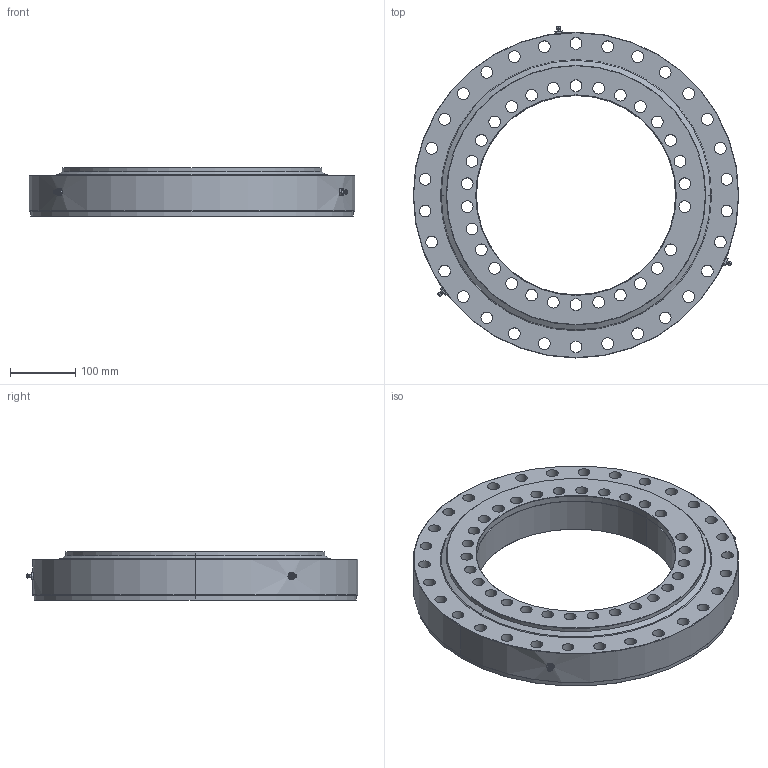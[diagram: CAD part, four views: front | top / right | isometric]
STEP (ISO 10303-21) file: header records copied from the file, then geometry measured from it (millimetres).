
FILE_DESCRIPTION (( 'STEP AP214' ), '1' );
FILE_NAME ('SD.500.25.15.D.1-R.STEP', '2017-07-21T08:42:18', ( '' ), ( '' ), 'SwSTEP 2.0', 'SolidWorks 2015', '' );
FILE_SCHEMA (( 'AUTOMOTIVE_DESIGN' ));
Length unit declared in the file: millimetre
Products named in the file (7): Grease nipple M10x1mm; SD.500.25.15.D.1-R - OR Seal; SD.500.25.15.D.1-R - IR Seal; Roller L25; SD.500.25.15.D.1-R - OR; SD.500.25.15.D.1-R - IR; SD.500.25.15.D.1-R
Assembly tree (52 placements, depth 2):
  SD.500.25.15.D.1-R
    SD.500.25.15.D.1-R - IR
    SD.500.25.15.D.1-R - OR
    Roller L25  x45
    SD.500.25.15.D.1-R - IR Seal
    SD.500.25.15.D.1-R - OR Seal
    Grease nipple M10x1mm  x3
Bounding box: 500 x 509.83 x 75 mm (x, y, z)
Volume: 6501203.1 mm3; surface area: 1034303.2 mm2
Topology: 52 solids, 52 shells, 691 faces, 1441 edges, 866 vertices
Faces by surface type: cylinder 262, torus 210, plane 137, cone 82
Entity records: 9666 total; most frequent: CARTESIAN_POINT 1953, DIRECTION 1704, ORIENTED_EDGE 1362, AXIS2_PLACEMENT_3D 745, EDGE_CURVE 681, VERTEX_POINT 430, CIRCLE 419, EDGE_LOOP 413
